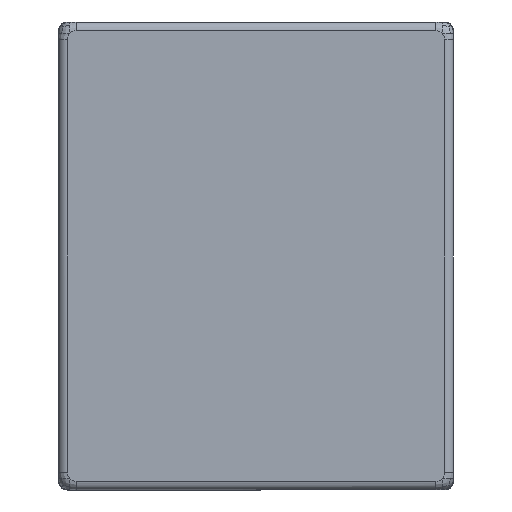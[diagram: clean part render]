
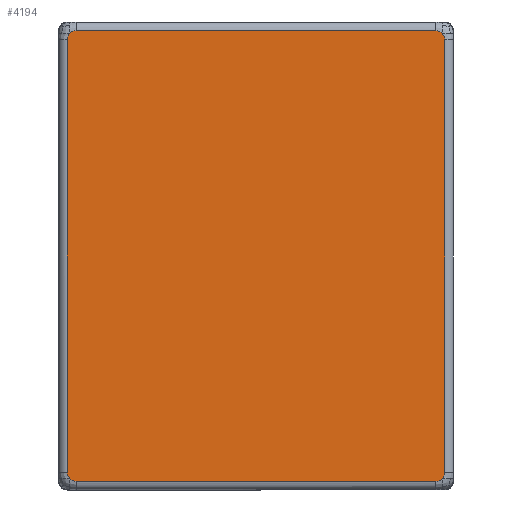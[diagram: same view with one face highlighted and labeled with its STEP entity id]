
A CAD part, left-side view. The second image highlights one B-rep face of the part: STEP entity #4194.
In plain terms, the highlighted planar face has unit normal (-1, 0, 0).
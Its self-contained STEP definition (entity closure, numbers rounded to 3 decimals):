
#23 = CARTESIAN_POINT ( 'NONE',  ( -1.6, 0.03, 0.74 ) ) ;
#26 = CARTESIAN_POINT ( 'NONE',  ( -1.6, 1.29, -0.77 ) ) ;
#29 = CARTESIAN_POINT ( 'NONE',  ( -1.6, 1.312, 0.762 ) ) ;
#37 = CARTESIAN_POINT ( 'NONE',  ( -1.6, 0.044, -0.767 ) ) ;
#170 = ORIENTED_EDGE ( 'NONE', *, *, #4155, .T. ) ;
#189 = CARTESIAN_POINT ( 'NONE',  ( -1.6, 1.29, -0.77 ) ) ;
#261 = EDGE_CURVE ( 'NONE', #2219, #2930, #3534, .T. ) ;
#367 = EDGE_CURVE ( 'NONE', #3074, #729, #407, .T. ) ;
#395 = PLANE ( 'NONE',  #4099 ) ;
#407 = LINE ( 'NONE', #3448, #3299 ) ;
#446 = EDGE_CURVE ( 'NONE', #2798, #3167, #3752, .T. ) ;
#521 = CARTESIAN_POINT ( 'NONE',  ( -1.6, 1.312, 0.762 ) ) ;
#654 = B_SPLINE_CURVE_WITH_KNOTS ( 'NONE', 3,
 ( #4454, #4822, #1466, #4096 ),
 .UNSPECIFIED., .F., .F.,
 ( 4, 4 ),
 ( 0., 1. ),
 .UNSPECIFIED. ) ;
#657 = B_SPLINE_CURVE_WITH_KNOTS ( 'NONE', 3,
 ( #4166, #1537, #37, #2678 ),
 .UNSPECIFIED., .F., .F.,
 ( 4, 4 ),
 ( 0., 1. ),
 .UNSPECIFIED. ) ;
#729 = VERTEX_POINT ( 'NONE', #2920 ) ;
#732 = CARTESIAN_POINT ( 'NONE',  ( -1.6, 1.32, -0.74 ) ) ;
#740 = EDGE_CURVE ( 'NONE', #3167, #3392, #3950, .T. ) ;
#787 = DIRECTION ( 'NONE',  ( 0., 0., 1. ) ) ;
#842 = ORIENTED_EDGE ( 'NONE', *, *, #2129, .T. ) ;
#1038 = CARTESIAN_POINT ( 'NONE',  ( -1.6, 1.32, -0.8 ) ) ;
#1143 = CARTESIAN_POINT ( 'NONE',  ( -1.6, 0.044, 0.767 ) ) ;
#1313 = CARTESIAN_POINT ( 'NONE',  ( -1.6, 1.306, -0.767 ) ) ;
#1466 = CARTESIAN_POINT ( 'NONE',  ( -1.6, 0.03, -0.749 ) ) ;
#1528 = CARTESIAN_POINT ( 'NONE',  ( -1.6, 0.051, 0.77 ) ) ;
#1529 = CARTESIAN_POINT ( 'NONE',  ( -1.6, 1.29, 0.77 ) ) ;
#1537 = CARTESIAN_POINT ( 'NONE',  ( -1.6, 0.051, -0.77 ) ) ;
#1639 = EDGE_CURVE ( 'NONE', #3392, #2449, #4289, .T. ) ;
#1699 = CARTESIAN_POINT ( 'NONE',  ( -1.6, 1.312, -0.762 ) ) ;
#1756 = CARTESIAN_POINT ( 'NONE',  ( -1.6, 1.32, -0.749 ) ) ;
#1761 = ORIENTED_EDGE ( 'NONE', *, *, #4225, .T. ) ;
#1830 = EDGE_CURVE ( 'NONE', #729, #2798, #4506, .T. ) ;
#1885 = EDGE_LOOP ( 'NONE', ( #4237, #4792, #170, #4536, #1761, #842, #2110, #4521, #2150, #4279, #2812, #4199 ) ) ;
#1887 = B_SPLINE_CURVE_WITH_KNOTS ( 'NONE', 3,
 ( #23, #3789, #1924, #4545 ),
 .UNSPECIFIED., .F., .F.,
 ( 4, 4 ),
 ( 0., 1. ),
 .UNSPECIFIED. ) ;
#1894 = CARTESIAN_POINT ( 'NONE',  ( -1.6, 0.06, -0.77 ) ) ;
#1908 = CARTESIAN_POINT ( 'NONE',  ( -1.6, 0., 0. ) ) ;
#1915 = CARTESIAN_POINT ( 'NONE',  ( -1.6, 1.299, 0.77 ) ) ;
#1924 = CARTESIAN_POINT ( 'NONE',  ( -1.6, 0.033, 0.756 ) ) ;
#1937 = CARTESIAN_POINT ( 'NONE',  ( -1.6, 0.03, 0.8 ) ) ;
#1966 = VERTEX_POINT ( 'NONE', #3821 ) ;
#2059 = EDGE_CURVE ( 'NONE', #2535, #3451, #3895, .T. ) ;
#2110 = ORIENTED_EDGE ( 'NONE', *, *, #261, .T. ) ;
#2129 = EDGE_CURVE ( 'NONE', #3436, #2219, #654, .T. ) ;
#2150 = ORIENTED_EDGE ( 'NONE', *, *, #2485, .T. ) ;
#2219 = VERTEX_POINT ( 'NONE', #3460 ) ;
#2289 = CARTESIAN_POINT ( 'NONE',  ( -1.6, 1.306, 0.767 ) ) ;
#2360 = CARTESIAN_POINT ( 'NONE',  ( -1.6, 0.03, 0.74 ) ) ;
#2449 = VERTEX_POINT ( 'NONE', #4144 ) ;
#2453 = CARTESIAN_POINT ( 'NONE',  ( -1.6, 1.299, -0.77 ) ) ;
#2485 = EDGE_CURVE ( 'NONE', #1966, #3074, #3127, .T. ) ;
#2524 = DIRECTION ( 'NONE',  ( 0., 0., -1. ) ) ;
#2535 = VERTEX_POINT ( 'NONE', #26 ) ;
#2568 = DIRECTION ( 'NONE',  ( 0., -1., 0. ) ) ;
#2678 = CARTESIAN_POINT ( 'NONE',  ( -1.6, 0.038, -0.762 ) ) ;
#2749 = CARTESIAN_POINT ( 'NONE',  ( -1.6, 1.312, 0.762 ) ) ;
#2798 = VERTEX_POINT ( 'NONE', #2749 ) ;
#2812 = ORIENTED_EDGE ( 'NONE', *, *, #1830, .T. ) ;
#2895 = CARTESIAN_POINT ( 'NONE',  ( -1.6, 1.32, 0.749 ) ) ;
#2897 = VECTOR ( 'NONE', #2568, 1000. ) ;
#2920 = CARTESIAN_POINT ( 'NONE',  ( -1.6, 1.29, 0.77 ) ) ;
#2930 = VERTEX_POINT ( 'NONE', #2360 ) ;
#2938 = CARTESIAN_POINT ( 'NONE',  ( -1.6, 1.317, -0.756 ) ) ;
#3034 = DIRECTION ( 'NONE',  ( -1., 0., 0. ) ) ;
#3074 = VERTEX_POINT ( 'NONE', #4535 ) ;
#3118 = CARTESIAN_POINT ( 'NONE',  ( -1.6, 1.32, 0.74 ) ) ;
#3127 = B_SPLINE_CURVE_WITH_KNOTS ( 'NONE', 3,
 ( #3396, #1143, #1528, #4160 ),
 .UNSPECIFIED., .F., .F.,
 ( 4, 4 ),
 ( 0., 1. ),
 .UNSPECIFIED. ) ;
#3167 = VERTEX_POINT ( 'NONE', #3234 ) ;
#3234 = CARTESIAN_POINT ( 'NONE',  ( -1.6, 1.32, 0.74 ) ) ;
#3263 = B_SPLINE_CURVE_WITH_KNOTS ( 'NONE', 3,
 ( #1699, #1313, #2453, #189 ),
 .UNSPECIFIED., .F., .F.,
 ( 4, 4 ),
 ( 0., 1. ),
 .UNSPECIFIED. ) ;
#3299 = VECTOR ( 'NONE', #4582, 1000. ) ;
#3307 = CARTESIAN_POINT ( 'NONE',  ( -1.6, 1.32, -0.74 ) ) ;
#3321 = CARTESIAN_POINT ( 'NONE',  ( -1.6, 1.317, 0.756 ) ) ;
#3392 = VERTEX_POINT ( 'NONE', #732 ) ;
#3396 = CARTESIAN_POINT ( 'NONE',  ( -1.6, 0.038, 0.762 ) ) ;
#3436 = VERTEX_POINT ( 'NONE', #4138 ) ;
#3448 = CARTESIAN_POINT ( 'NONE',  ( -1.6, 1.35, 0.77 ) ) ;
#3451 = VERTEX_POINT ( 'NONE', #1894 ) ;
#3460 = CARTESIAN_POINT ( 'NONE',  ( -1.6, 0.03, -0.74 ) ) ;
#3534 = LINE ( 'NONE', #1937, #3656 ) ;
#3656 = VECTOR ( 'NONE', #4181, 1000. ) ;
#3687 = CARTESIAN_POINT ( 'NONE',  ( -1.6, 1.312, -0.762 ) ) ;
#3752 = B_SPLINE_CURVE_WITH_KNOTS ( 'NONE', 3,
 ( #521, #3321, #2895, #3118 ),
 .UNSPECIFIED., .F., .F.,
 ( 4, 4 ),
 ( 0., 1. ),
 .UNSPECIFIED. ) ;
#3789 = CARTESIAN_POINT ( 'NONE',  ( -1.6, 0.03, 0.749 ) ) ;
#3821 = CARTESIAN_POINT ( 'NONE',  ( -1.6, 0.038, 0.762 ) ) ;
#3895 = LINE ( 'NONE', #4436, #2897 ) ;
#3950 = LINE ( 'NONE', #1038, #3963 ) ;
#3963 = VECTOR ( 'NONE', #2524, 1000. ) ;
#4096 = CARTESIAN_POINT ( 'NONE',  ( -1.6, 0.03, -0.74 ) ) ;
#4098 = EDGE_CURVE ( 'NONE', #2930, #1966, #1887, .T. ) ;
#4099 = AXIS2_PLACEMENT_3D ( 'NONE', #1908, #3034, #787 ) ;
#4138 = CARTESIAN_POINT ( 'NONE',  ( -1.6, 0.038, -0.762 ) ) ;
#4144 = CARTESIAN_POINT ( 'NONE',  ( -1.6, 1.312, -0.762 ) ) ;
#4155 = EDGE_CURVE ( 'NONE', #2449, #2535, #3263, .T. ) ;
#4160 = CARTESIAN_POINT ( 'NONE',  ( -1.6, 0.06, 0.77 ) ) ;
#4166 = CARTESIAN_POINT ( 'NONE',  ( -1.6, 0.06, -0.77 ) ) ;
#4181 = DIRECTION ( 'NONE',  ( 0., 0., 1. ) ) ;
#4194 = ADVANCED_FACE ( 'NONE', ( #4511 ), #395, .T. ) ;
#4199 = ORIENTED_EDGE ( 'NONE', *, *, #446, .T. ) ;
#4225 = EDGE_CURVE ( 'NONE', #3451, #3436, #657, .T. ) ;
#4237 = ORIENTED_EDGE ( 'NONE', *, *, #740, .T. ) ;
#4279 = ORIENTED_EDGE ( 'NONE', *, *, #367, .T. ) ;
#4289 = B_SPLINE_CURVE_WITH_KNOTS ( 'NONE', 3,
 ( #3307, #1756, #2938, #3687 ),
 .UNSPECIFIED., .F., .F.,
 ( 4, 4 ),
 ( 0., 1. ),
 .UNSPECIFIED. ) ;
#4436 = CARTESIAN_POINT ( 'NONE',  ( -1.6, 0., -0.77 ) ) ;
#4454 = CARTESIAN_POINT ( 'NONE',  ( -1.6, 0.038, -0.762 ) ) ;
#4506 = B_SPLINE_CURVE_WITH_KNOTS ( 'NONE', 3,
 ( #1529, #1915, #2289, #29 ),
 .UNSPECIFIED., .F., .F.,
 ( 4, 4 ),
 ( 0., 1. ),
 .UNSPECIFIED. ) ;
#4511 = FACE_OUTER_BOUND ( 'NONE', #1885, .T. ) ;
#4521 = ORIENTED_EDGE ( 'NONE', *, *, #4098, .T. ) ;
#4535 = CARTESIAN_POINT ( 'NONE',  ( -1.6, 0.06, 0.77 ) ) ;
#4536 = ORIENTED_EDGE ( 'NONE', *, *, #2059, .T. ) ;
#4545 = CARTESIAN_POINT ( 'NONE',  ( -1.6, 0.038, 0.762 ) ) ;
#4582 = DIRECTION ( 'NONE',  ( 0., 1., 0. ) ) ;
#4792 = ORIENTED_EDGE ( 'NONE', *, *, #1639, .T. ) ;
#4822 = CARTESIAN_POINT ( 'NONE',  ( -1.6, 0.033, -0.756 ) ) ;
